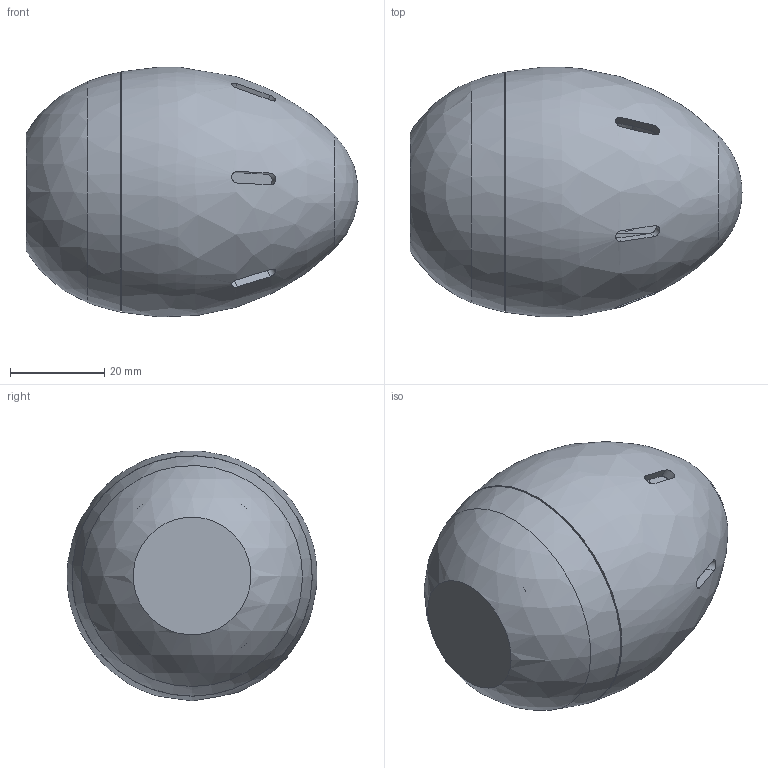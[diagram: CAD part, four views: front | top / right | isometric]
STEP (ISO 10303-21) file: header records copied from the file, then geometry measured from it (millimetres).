
FILE_DESCRIPTION(/* description */ (''),/* implementation_level */ '2;1');
FILE_NAME(/* name */ 'SmartEgg.stp',/* time_stamp */ '2020-01-13T12:34:10-08:00',/* author */ ('Andrew'),/* organization */ (''),/* preprocessor_version */ 'ST-DEVELOPER v18',/* originating_system */ 'Autodesk Inventor 2020',/* authorisation */ '');
FILE_SCHEMA (('AUTOMOTIVE_DESIGN { 1 0 10303 214 3 1 1 }'));
Length unit declared in the file: millimetre
Products named in the file (6): SmartEgg; ESP32 Feather; SmartEgg Housing Main; SmartEgg Housing Cap; SmartEgg Shell Top; SmartEgg Shell
Assembly tree (5 placements, depth 2):
  SmartEgg
    ESP32 Feather
    SmartEgg Housing Main
    SmartEgg Housing Cap
    SmartEgg Shell Top
    SmartEgg Shell
Bounding box: 70.47 x 53.03 x 53.02 mm (x, y, z)
Volume: 73790.5 mm3; surface area: 50288.9 mm2
Topology: 5 solids, 6 shells, 444 faces, 1245 edges, 829 vertices
Faces by surface type: plane 271, cylinder 107, bspline 53, torus 6, sphere 4, cone 3
Full cylindrical faces by diameter (mm): 39.251 x2, 40.251 x1, 44.251 x2, 45.251 x2
Entity records: 17922 total; most frequent: CARTESIAN_POINT 6541, ORIENTED_EDGE 2490, DIRECTION 2033, EDGE_CURVE 1245, VERTEX_POINT 829, LINE 795, VECTOR 795, AXIS2_PLACEMENT_3D 619
